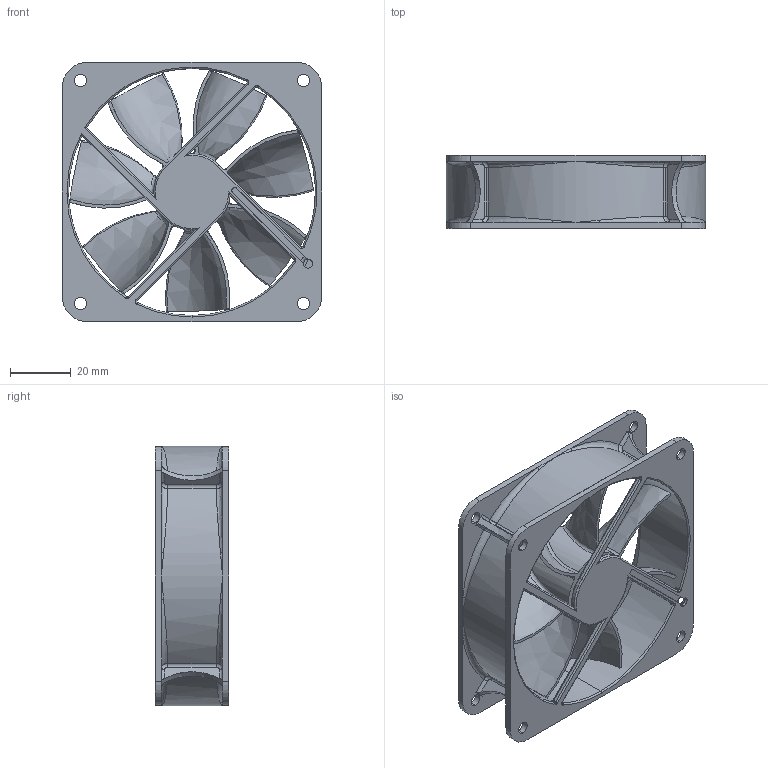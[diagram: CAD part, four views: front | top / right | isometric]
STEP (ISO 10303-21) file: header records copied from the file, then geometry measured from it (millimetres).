
FILE_DESCRIPTION (( 'STEP AP203' ), '1' );
FILE_NAME ('my cpu fan.STEP', '2012-11-29T17:39:13', ( '' ), ( '' ), 'SwSTEP 2.0', 'SolidWorks 2012', '' );
FILE_SCHEMA (( 'CONFIG_CONTROL_DESIGN' ));
Length unit declared in the file: millimetre
Products named in the file (1): my cpu fan
Bounding box: 85 x 24 x 85 mm (x, y, z)
Volume: 36137.8 mm3; surface area: 35780.6 mm2
Topology: 2 solids, 2 shells, 379 faces, 996 edges, 580 vertices
Faces by surface type: bspline 194, cylinder 101, plane 47, torus 37
Entity records: 32811 total; most frequent: CARTESIAN_POINT 25355, ORIENTED_EDGE 1918, DIRECTION 989, EDGE_CURVE 959, VERTEX_POINT 580, B_SPLINE_CURVE_WITH_KNOTS 539, AXIS2_PLACEMENT_3D 401, EDGE_LOOP 401
